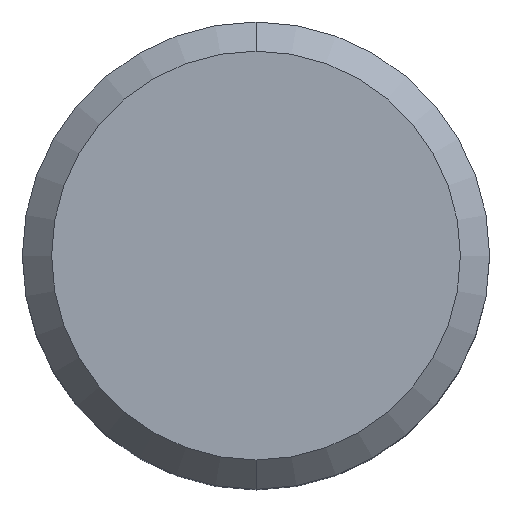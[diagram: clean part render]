
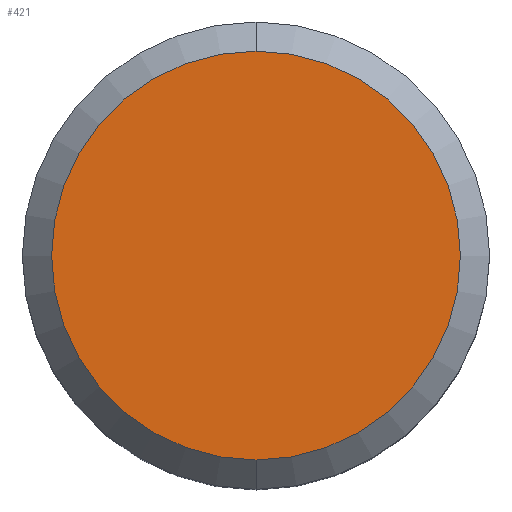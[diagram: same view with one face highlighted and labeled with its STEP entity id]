
A CAD part, top view. The second image highlights one B-rep face of the part: STEP entity #421.
In plain terms, the highlighted planar face has unit normal (0, 0, 1).
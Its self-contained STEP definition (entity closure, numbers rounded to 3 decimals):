
#171=CARTESIAN_POINT('',(0.,0.,0.));
#172=DIRECTION('',(0.,0.,1.));
#173=DIRECTION('',(0.,1.,0.));
#174=AXIS2_PLACEMENT_3D('',#171,#172,#173);
#176=CARTESIAN_POINT('',(0.,0.,0.));
#177=DIRECTION('',(0.,0.,1.));
#178=DIRECTION('',(0.,-1.,0.));
#179=AXIS2_PLACEMENT_3D('',#176,#177,#178);
#207=CARTESIAN_POINT('',(0.,3.5,0.));
#208=CARTESIAN_POINT('',(0.,-3.5,0.));
#209=VERTEX_POINT('',#207);
#210=VERTEX_POINT('',#208);
#411=CARTESIAN_POINT('',(0.,0.,0.));
#412=DIRECTION('',(0.,0.,1.));
#413=DIRECTION('',(0.,1.,0.));
#414=AXIS2_PLACEMENT_3D('',#411,#412,#413);
#415=PLANE('',#414);
#416=ORIENTED_EDGE('',*,*,#401,.F.);
#418=ORIENTED_EDGE('',*,*,#417,.F.);
#419=EDGE_LOOP('',(#416,#418));
#420=FACE_OUTER_BOUND('',#419,.F.);
#175=CIRCLE('',#174,3.5);
#180=CIRCLE('',#179,3.5);
#401=EDGE_CURVE('',#209,#210,#175,.T.);
#417=EDGE_CURVE('',#210,#209,#180,.T.);
#421=ADVANCED_FACE('',(#420),#415,.T.);
